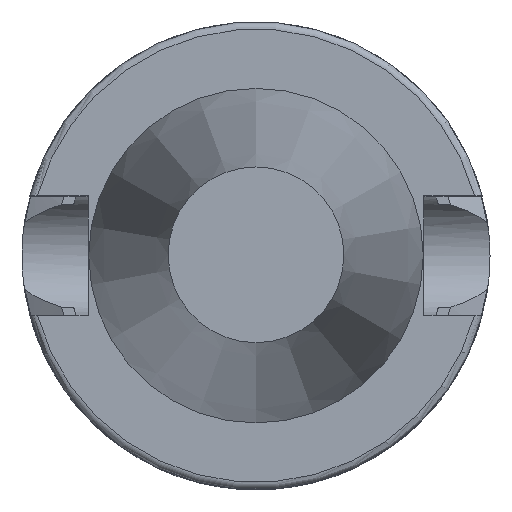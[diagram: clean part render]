
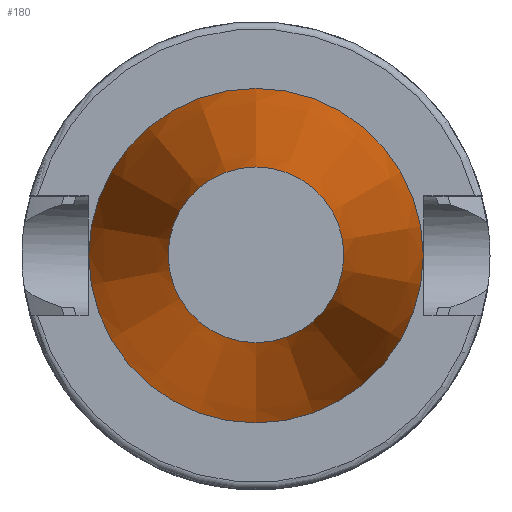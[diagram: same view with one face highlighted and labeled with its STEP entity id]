
A CAD part, top view. The second image highlights one B-rep face of the part: STEP entity #180.
In plain terms, the highlighted conical face has half-angle 9.016 degrees and reference radius 17.17 mm.
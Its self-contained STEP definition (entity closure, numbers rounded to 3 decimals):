
#180=ADVANCED_FACE('',(#241,#242),#226,.T.);
#226=CONICAL_SURFACE('',#762,17.17,9.016);
#241=FACE_BOUND('',#283,.T.);
#242=FACE_BOUND('',#284,.T.);
#283=EDGE_LOOP('',(#350));
#284=EDGE_LOOP('',(#351));
#350=ORIENTED_EDGE('',*,*,#597,.T.);
#351=ORIENTED_EDGE('',*,*,#598,.T.);
#530=VERTEX_POINT('',#1065);
#531=VERTEX_POINT('',#1067);
#597=EDGE_CURVE('',#530,#530,#687,.T.);
#598=EDGE_CURVE('',#531,#531,#688,.T.);
#687=CIRCLE('',#760,22.517);
#688=CIRCLE('',#761,11.823);
#760=AXIS2_PLACEMENT_3D('',#1064,#854,#855);
#761=AXIS2_PLACEMENT_3D('',#1066,#856,#857);
#762=AXIS2_PLACEMENT_3D('',#1068,#858,#859);
#854=DIRECTION('',(0.,0.,1.));
#855=DIRECTION('',(1.,0.,0.));
#856=DIRECTION('',(0.,0.,-1.));
#857=DIRECTION('',(0.,-1.,0.));
#858=DIRECTION('',(0.,0.,-1.));
#859=DIRECTION('',(-1.,0.,0.));
#1064=CARTESIAN_POINT('',(0.,0.,-2.));
#1065=CARTESIAN_POINT('',(22.517,0.,-2.));
#1066=CARTESIAN_POINT('',(0.,0.,65.4));
#1067=CARTESIAN_POINT('',(0.,-11.823,65.4));
#1068=CARTESIAN_POINT('',(0.,0.,31.7));
